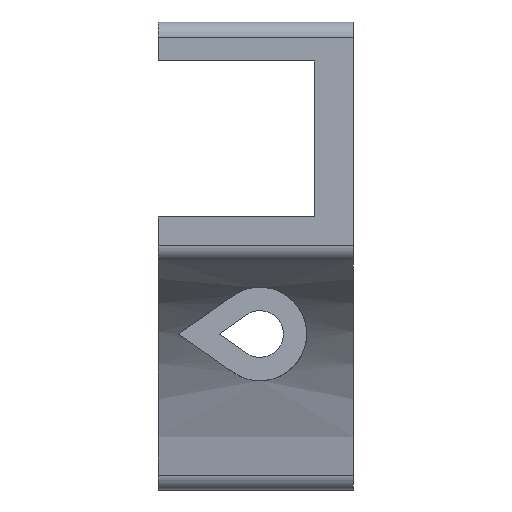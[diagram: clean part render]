
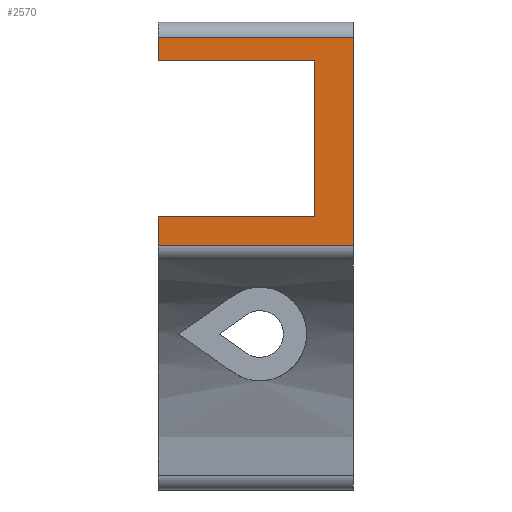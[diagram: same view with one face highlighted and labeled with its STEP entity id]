
A CAD part, left-side view. The second image highlights one B-rep face of the part: STEP entity #2570.
In plain terms, the highlighted planar face has unit normal (-1, 0, 0).
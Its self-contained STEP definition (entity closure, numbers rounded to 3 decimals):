
#56 = PLANE('',#57);
#57 = AXIS2_PLACEMENT_3D('',#58,#59,#60);
#58 = CARTESIAN_POINT('',(-7.,-85.,-35.));
#59 = DIRECTION('',(0.,1.,0.));
#60 = DIRECTION('',(1.,0.,0.));
#117 = PLANE('',#118);
#118 = AXIS2_PLACEMENT_3D('',#119,#120,#121);
#119 = CARTESIAN_POINT('',(-7.,-60.,-35.));
#120 = DIRECTION('',(0.,1.,0.));
#121 = DIRECTION('',(1.,0.,0.));
#147 = CYLINDRICAL_SURFACE('',#148,2.);
#148 = AXIS2_PLACEMENT_3D('',#149,#150,#151);
#149 = CARTESIAN_POINT('',(-25.,-85.,-3.695));
#150 = DIRECTION('',(0.,1.,0.));
#151 = DIRECTION('',(-0.42,0.,-0.907)
  );
#1463 = VERTEX_POINT('',#1464);
#1464 = CARTESIAN_POINT('',(-27.,-85.,-3.695));
#1486 = EDGE_CURVE('',#1487,#1463,#1489,.T.);
#1487 = VERTEX_POINT('',#1488);
#1488 = CARTESIAN_POINT('',(-27.,-85.,23.));
#1489 = SURFACE_CURVE('',#1490,(#1494,#1501),.PCURVE_S1.);
#1490 = LINE('',#1491,#1492);
#1491 = CARTESIAN_POINT('',(-27.,-85.,25.));
#1492 = VECTOR('',#1493,1.);
#1493 = DIRECTION('',(0.,0.,-1.));
#1494 = PCURVE('',#56,#1495);
#1495 = DEFINITIONAL_REPRESENTATION('',(#1496),#1500);
#1496 = LINE('',#1497,#1498);
#1497 = CARTESIAN_POINT('',(-20.,-60.));
#1498 = VECTOR('',#1499,1.);
#1499 = DIRECTION('',(0.,1.));
#1500 = ( GEOMETRIC_REPRESENTATION_CONTEXT(2) 
PARAMETRIC_REPRESENTATION_CONTEXT() REPRESENTATION_CONTEXT('2D SPACE',''
  ) );
#1501 = PCURVE('',#1502,#1507);
#1502 = PLANE('',#1503);
#1503 = AXIS2_PLACEMENT_3D('',#1504,#1505,#1506);
#1504 = CARTESIAN_POINT('',(-27.,-85.,25.));
#1505 = DIRECTION('',(-1.,-0.,0.));
#1506 = DIRECTION('',(0.,0.,-1.));
#1507 = DEFINITIONAL_REPRESENTATION('',(#1508),#1512);
#1508 = LINE('',#1509,#1510);
#1509 = CARTESIAN_POINT('',(0.,0.));
#1510 = VECTOR('',#1511,1.);
#1511 = DIRECTION('',(1.,0.));
#1512 = ( GEOMETRIC_REPRESENTATION_CONTEXT(2) 
PARAMETRIC_REPRESENTATION_CONTEXT() REPRESENTATION_CONTEXT('2D SPACE',''
  ) );
#1531 = CYLINDRICAL_SURFACE('',#1532,2.);
#1532 = AXIS2_PLACEMENT_3D('',#1533,#1534,#1535);
#1533 = CARTESIAN_POINT('',(-25.,-85.,23.));
#1534 = DIRECTION('',(0.,1.,0.));
#1535 = DIRECTION('',(-1.,0.,0.));
#2025 = EDGE_CURVE('',#1463,#2026,#2028,.T.);
#2026 = VERTEX_POINT('',#2027);
#2027 = CARTESIAN_POINT('',(-27.,-60.,-3.695));
#2028 = SURFACE_CURVE('',#2029,(#2033,#2040),.PCURVE_S1.);
#2029 = LINE('',#2030,#2031);
#2030 = CARTESIAN_POINT('',(-27.,-85.,-3.695));
#2031 = VECTOR('',#2032,1.);
#2032 = DIRECTION('',(0.,1.,0.));
#2033 = PCURVE('',#147,#2034);
#2034 = DEFINITIONAL_REPRESENTATION('',(#2035),#2039);
#2035 = LINE('',#2036,#2037);
#2036 = CARTESIAN_POINT('',(1.137,0.));
#2037 = VECTOR('',#2038,1.);
#2038 = DIRECTION('',(0.,1.));
#2039 = ( GEOMETRIC_REPRESENTATION_CONTEXT(2) 
PARAMETRIC_REPRESENTATION_CONTEXT() REPRESENTATION_CONTEXT('2D SPACE',''
  ) );
#2040 = PCURVE('',#1502,#2041);
#2041 = DEFINITIONAL_REPRESENTATION('',(#2042),#2046);
#2042 = LINE('',#2043,#2044);
#2043 = CARTESIAN_POINT('',(28.695,0.));
#2044 = VECTOR('',#2045,1.);
#2045 = DIRECTION('',(0.,-1.));
#2046 = ( GEOMETRIC_REPRESENTATION_CONTEXT(2) 
PARAMETRIC_REPRESENTATION_CONTEXT() REPRESENTATION_CONTEXT('2D SPACE',''
  ) );
#2100 = EDGE_CURVE('',#2101,#2026,#2103,.T.);
#2101 = VERTEX_POINT('',#2102);
#2102 = CARTESIAN_POINT('',(-27.,-60.,0.));
#2103 = SURFACE_CURVE('',#2104,(#2108,#2115),.PCURVE_S1.);
#2104 = LINE('',#2105,#2106);
#2105 = CARTESIAN_POINT('',(-27.,-60.,25.));
#2106 = VECTOR('',#2107,1.);
#2107 = DIRECTION('',(0.,0.,-1.));
#2108 = PCURVE('',#117,#2109);
#2109 = DEFINITIONAL_REPRESENTATION('',(#2110),#2114);
#2110 = LINE('',#2111,#2112);
#2111 = CARTESIAN_POINT('',(-20.,-60.));
#2112 = VECTOR('',#2113,1.);
#2113 = DIRECTION('',(0.,1.));
#2114 = ( GEOMETRIC_REPRESENTATION_CONTEXT(2) 
PARAMETRIC_REPRESENTATION_CONTEXT() REPRESENTATION_CONTEXT('2D SPACE',''
  ) );
#2115 = PCURVE('',#1502,#2116);
#2116 = DEFINITIONAL_REPRESENTATION('',(#2117),#2121);
#2117 = LINE('',#2118,#2119);
#2118 = CARTESIAN_POINT('',(0.,-25.));
#2119 = VECTOR('',#2120,1.);
#2120 = DIRECTION('',(1.,0.));
#2121 = ( GEOMETRIC_REPRESENTATION_CONTEXT(2) 
PARAMETRIC_REPRESENTATION_CONTEXT() REPRESENTATION_CONTEXT('2D SPACE',''
  ) );
#2139 = PLANE('',#2140);
#2140 = AXIS2_PLACEMENT_3D('',#2141,#2142,#2143);
#2141 = CARTESIAN_POINT('',(59.,-60.,0.));
#2142 = DIRECTION('',(0.,0.,1.));
#2143 = DIRECTION('',(0.,-1.,0.));
#2570 = ADVANCED_FACE('',(#2571),#1502,.T.);
#2571 = FACE_BOUND('',#2572,.T.);
#2572 = EDGE_LOOP('',(#2573,#2574,#2597,#2625,#2651,#2677,#2696,#2697));
#2573 = ORIENTED_EDGE('',*,*,#1486,.F.);
#2574 = ORIENTED_EDGE('',*,*,#2575,.T.);
#2575 = EDGE_CURVE('',#1487,#2576,#2578,.T.);
#2576 = VERTEX_POINT('',#2577);
#2577 = CARTESIAN_POINT('',(-27.,-60.,23.));
#2578 = SURFACE_CURVE('',#2579,(#2583,#2590),.PCURVE_S1.);
#2579 = LINE('',#2580,#2581);
#2580 = CARTESIAN_POINT('',(-27.,-85.,23.));
#2581 = VECTOR('',#2582,1.);
#2582 = DIRECTION('',(0.,1.,0.));
#2583 = PCURVE('',#1502,#2584);
#2584 = DEFINITIONAL_REPRESENTATION('',(#2585),#2589);
#2585 = LINE('',#2586,#2587);
#2586 = CARTESIAN_POINT('',(2.,0.));
#2587 = VECTOR('',#2588,1.);
#2588 = DIRECTION('',(0.,-1.));
#2589 = ( GEOMETRIC_REPRESENTATION_CONTEXT(2) 
PARAMETRIC_REPRESENTATION_CONTEXT() REPRESENTATION_CONTEXT('2D SPACE',''
  ) );
#2590 = PCURVE('',#1531,#2591);
#2591 = DEFINITIONAL_REPRESENTATION('',(#2592),#2596);
#2592 = LINE('',#2593,#2594);
#2593 = CARTESIAN_POINT('',(0.,0.));
#2594 = VECTOR('',#2595,1.);
#2595 = DIRECTION('',(0.,1.));
#2596 = ( GEOMETRIC_REPRESENTATION_CONTEXT(2) 
PARAMETRIC_REPRESENTATION_CONTEXT() REPRESENTATION_CONTEXT('2D SPACE',''
  ) );
#2597 = ORIENTED_EDGE('',*,*,#2598,.T.);
#2598 = EDGE_CURVE('',#2576,#2599,#2601,.T.);
#2599 = VERTEX_POINT('',#2600);
#2600 = CARTESIAN_POINT('',(-27.,-60.,20.));
#2601 = SURFACE_CURVE('',#2602,(#2606,#2613),.PCURVE_S1.);
#2602 = LINE('',#2603,#2604);
#2603 = CARTESIAN_POINT('',(-27.,-60.,25.));
#2604 = VECTOR('',#2605,1.);
#2605 = DIRECTION('',(0.,0.,-1.));
#2606 = PCURVE('',#1502,#2607);
#2607 = DEFINITIONAL_REPRESENTATION('',(#2608),#2612);
#2608 = LINE('',#2609,#2610);
#2609 = CARTESIAN_POINT('',(0.,-25.));
#2610 = VECTOR('',#2611,1.);
#2611 = DIRECTION('',(1.,0.));
#2612 = ( GEOMETRIC_REPRESENTATION_CONTEXT(2) 
PARAMETRIC_REPRESENTATION_CONTEXT() REPRESENTATION_CONTEXT('2D SPACE',''
  ) );
#2613 = PCURVE('',#2614,#2619);
#2614 = PLANE('',#2615);
#2615 = AXIS2_PLACEMENT_3D('',#2616,#2617,#2618);
#2616 = CARTESIAN_POINT('',(-7.,-60.,-35.));
#2617 = DIRECTION('',(0.,1.,0.));
#2618 = DIRECTION('',(1.,0.,0.));
#2619 = DEFINITIONAL_REPRESENTATION('',(#2620),#2624);
#2620 = LINE('',#2621,#2622);
#2621 = CARTESIAN_POINT('',(-20.,-60.));
#2622 = VECTOR('',#2623,1.);
#2623 = DIRECTION('',(0.,1.));
#2624 = ( GEOMETRIC_REPRESENTATION_CONTEXT(2) 
PARAMETRIC_REPRESENTATION_CONTEXT() REPRESENTATION_CONTEXT('2D SPACE',''
  ) );
#2625 = ORIENTED_EDGE('',*,*,#2626,.T.);
#2626 = EDGE_CURVE('',#2599,#2627,#2629,.T.);
#2627 = VERTEX_POINT('',#2628);
#2628 = CARTESIAN_POINT('',(-27.,-80.,20.));
#2629 = SURFACE_CURVE('',#2630,(#2634,#2640),.PCURVE_S1.);
#2630 = LINE('',#2631,#2632);
#2631 = CARTESIAN_POINT('',(-27.,-82.5,20.));
#2632 = VECTOR('',#2633,1.);
#2633 = DIRECTION('',(0.,-1.,0.));
#2634 = PCURVE('',#1502,#2635);
#2635 = DEFINITIONAL_REPRESENTATION('',(#2636),#2639);
#2636 = B_SPLINE_CURVE_WITH_KNOTS('',1,(#2637,#2638),.UNSPECIFIED.,.F.,
  .F.,(2,2),(-24.5,-0.5),.PIECEWISE_BEZIER_KNOTS.);
#2637 = CARTESIAN_POINT('',(5.,-27.));
#2638 = CARTESIAN_POINT('',(5.,-3.));
#2639 = ( GEOMETRIC_REPRESENTATION_CONTEXT(2) 
PARAMETRIC_REPRESENTATION_CONTEXT() REPRESENTATION_CONTEXT('2D SPACE',''
  ) );
#2640 = PCURVE('',#2641,#2646);
#2641 = PLANE('',#2642);
#2642 = AXIS2_PLACEMENT_3D('',#2643,#2644,#2645);
#2643 = CARTESIAN_POINT('',(59.,-80.,20.));
#2644 = DIRECTION('',(0.,0.,-1.));
#2645 = DIRECTION('',(0.,1.,0.));
#2646 = DEFINITIONAL_REPRESENTATION('',(#2647),#2650);
#2647 = B_SPLINE_CURVE_WITH_KNOTS('',1,(#2648,#2649),.UNSPECIFIED.,.F.,
  .F.,(2,2),(-24.5,-0.5),.PIECEWISE_BEZIER_KNOTS.);
#2648 = CARTESIAN_POINT('',(22.,-86.));
#2649 = CARTESIAN_POINT('',(-2.,-86.));
#2650 = ( GEOMETRIC_REPRESENTATION_CONTEXT(2) 
PARAMETRIC_REPRESENTATION_CONTEXT() REPRESENTATION_CONTEXT('2D SPACE',''
  ) );
#2651 = ORIENTED_EDGE('',*,*,#2652,.T.);
#2652 = EDGE_CURVE('',#2627,#2653,#2655,.T.);
#2653 = VERTEX_POINT('',#2654);
#2654 = CARTESIAN_POINT('',(-27.,-80.,0.));
#2655 = SURFACE_CURVE('',#2656,(#2660,#2666),.PCURVE_S1.);
#2656 = LINE('',#2657,#2658);
#2657 = CARTESIAN_POINT('',(-27.,-80.,12.5));
#2658 = VECTOR('',#2659,1.);
#2659 = DIRECTION('',(0.,0.,-1.));
#2660 = PCURVE('',#1502,#2661);
#2661 = DEFINITIONAL_REPRESENTATION('',(#2662),#2665);
#2662 = B_SPLINE_CURVE_WITH_KNOTS('',1,(#2663,#2664),.UNSPECIFIED.,.F.,
  .F.,(2,2),(-9.5,14.5),.PIECEWISE_BEZIER_KNOTS.);
#2663 = CARTESIAN_POINT('',(3.,-5.));
#2664 = CARTESIAN_POINT('',(27.,-5.));
#2665 = ( GEOMETRIC_REPRESENTATION_CONTEXT(2) 
PARAMETRIC_REPRESENTATION_CONTEXT() REPRESENTATION_CONTEXT('2D SPACE',''
  ) );
#2666 = PCURVE('',#2667,#2672);
#2667 = PLANE('',#2668);
#2668 = AXIS2_PLACEMENT_3D('',#2669,#2670,#2671);
#2669 = CARTESIAN_POINT('',(59.,-80.,0.));
#2670 = DIRECTION('',(0.,1.,0.));
#2671 = DIRECTION('',(0.,0.,1.));
#2672 = DEFINITIONAL_REPRESENTATION('',(#2673),#2676);
#2673 = B_SPLINE_CURVE_WITH_KNOTS('',1,(#2674,#2675),.UNSPECIFIED.,.F.,
  .F.,(2,2),(-9.5,14.5),.PIECEWISE_BEZIER_KNOTS.);
#2674 = CARTESIAN_POINT('',(22.,-86.));
#2675 = CARTESIAN_POINT('',(-2.,-86.));
#2676 = ( GEOMETRIC_REPRESENTATION_CONTEXT(2) 
PARAMETRIC_REPRESENTATION_CONTEXT() REPRESENTATION_CONTEXT('2D SPACE',''
  ) );
#2677 = ORIENTED_EDGE('',*,*,#2678,.T.);
#2678 = EDGE_CURVE('',#2653,#2101,#2679,.T.);
#2679 = SURFACE_CURVE('',#2680,(#2684,#2690),.PCURVE_S1.);
#2680 = LINE('',#2681,#2682);
#2681 = CARTESIAN_POINT('',(-27.,-72.5,0.));
#2682 = VECTOR('',#2683,1.);
#2683 = DIRECTION('',(0.,1.,0.));
#2684 = PCURVE('',#1502,#2685);
#2685 = DEFINITIONAL_REPRESENTATION('',(#2686),#2689);
#2686 = B_SPLINE_CURVE_WITH_KNOTS('',1,(#2687,#2688),.UNSPECIFIED.,.F.,
  .F.,(2,2),(-9.5,14.5),.PIECEWISE_BEZIER_KNOTS.);
#2687 = CARTESIAN_POINT('',(25.,-3.));
#2688 = CARTESIAN_POINT('',(25.,-27.));
#2689 = ( GEOMETRIC_REPRESENTATION_CONTEXT(2) 
PARAMETRIC_REPRESENTATION_CONTEXT() REPRESENTATION_CONTEXT('2D SPACE',''
  ) );
#2690 = PCURVE('',#2139,#2691);
#2691 = DEFINITIONAL_REPRESENTATION('',(#2692),#2695);
#2692 = B_SPLINE_CURVE_WITH_KNOTS('',1,(#2693,#2694),.UNSPECIFIED.,.F.,
  .F.,(2,2),(-9.5,14.5),.PIECEWISE_BEZIER_KNOTS.);
#2693 = CARTESIAN_POINT('',(22.,-86.));
#2694 = CARTESIAN_POINT('',(-2.,-86.));
#2695 = ( GEOMETRIC_REPRESENTATION_CONTEXT(2) 
PARAMETRIC_REPRESENTATION_CONTEXT() REPRESENTATION_CONTEXT('2D SPACE',''
  ) );
#2696 = ORIENTED_EDGE('',*,*,#2100,.T.);
#2697 = ORIENTED_EDGE('',*,*,#2025,.F.);
